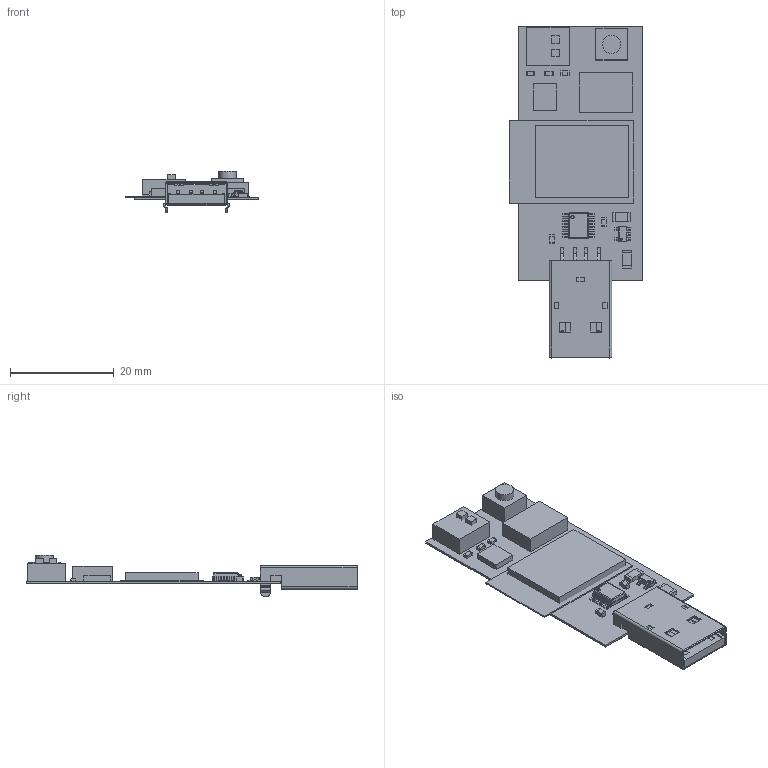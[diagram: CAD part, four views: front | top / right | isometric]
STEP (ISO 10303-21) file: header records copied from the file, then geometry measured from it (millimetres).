
FILE_DESCRIPTION(('Open CASCADE Model'),'2;1');
FILE_NAME('Open CASCADE Shape Model','2015-11-25T18:14:05',('Author'),( 'Open CASCADE'),'Open CASCADE STEP processor 6.5','Open CASCADE 6.5' ,'Unknown');
FILE_SCHEMA(('AUTOMOTIVE_DESIGN { 1 0 10303 214 1 1 1 1 }'));
Length unit declared in the file: millimetre
Products named in the file (58): PCB; Board; U2; 1249516176; Extruded; 1249520528; U1; SSOP16-0.635-5X4MM; P1; 480371000; SOLID; COMPOUND; U4; 1249511696; S2; 1245124832; 1214317688; Cylinder; U3; SOT23-5; S1; 1249521168; 1249521296; R3; 1249518352; 1249518992; R2; 1249518864; 1249520784; R1; D1; 1249520400; C4; 1249521424; 1249515920; C6; 1249520272; 1249521552; C5; 1249518480 ...
Assembly tree (69 placements, depth 4):
  PCB
    Board
    U2
      1249516176
        Extruded
      1249520528
        Extruded
    U1
      SSOP16-0.635-5X4MM
    P1
      480371000
        SOLID
        COMPOUND
    U4
      1249511696
        Extruded
    S2
      1245124832
        Extruded
      1214317688
        Cylinder
    U3
      SOT23-5
    S1
      1249521168
        Extruded
      1249521296  x2
        Extruded
    R3
      1249518352  x2
        Extruded
      1249518992
        Extruded
    R2
      1249518864  x2
        Extruded
      1249520784
        Extruded
    R1
      1249518864  x2
        Extruded
      1249520784
        Extruded
    D1
      1249520400
        Extruded
    C4
      1249521424
        Extruded
      1249515920  x2
        Extruded
    C6
      1249520272
        Extruded
      1249521552  x2
        Extruded
    C5
      1249518480
        Extruded
      1249519376  x2
Bounding box: 25.76 x 64 x 7.98 mm (x, y, z)
Volume: 2410.7 mm3; surface area: 6718.4 mm2
Topology: 34 solids, 34 shells, 847 faces, 2214 edges, 1456 vertices
Faces by surface type: plane 655, cylinder 158, sphere 16, cone 9, bspline 8, torus 1
Full cylindrical faces by diameter (mm): 3.5 x1
Entity records: 61025 total; most frequent: CARTESIAN_POINT 18169, DIRECTION 7117, LINE 4665, VECTOR 4665, ORIENTED_EDGE 4060, PCURVE 4060, DEFINITIONAL_REPRESENTATION 4060, EDGE_CURVE 2030
